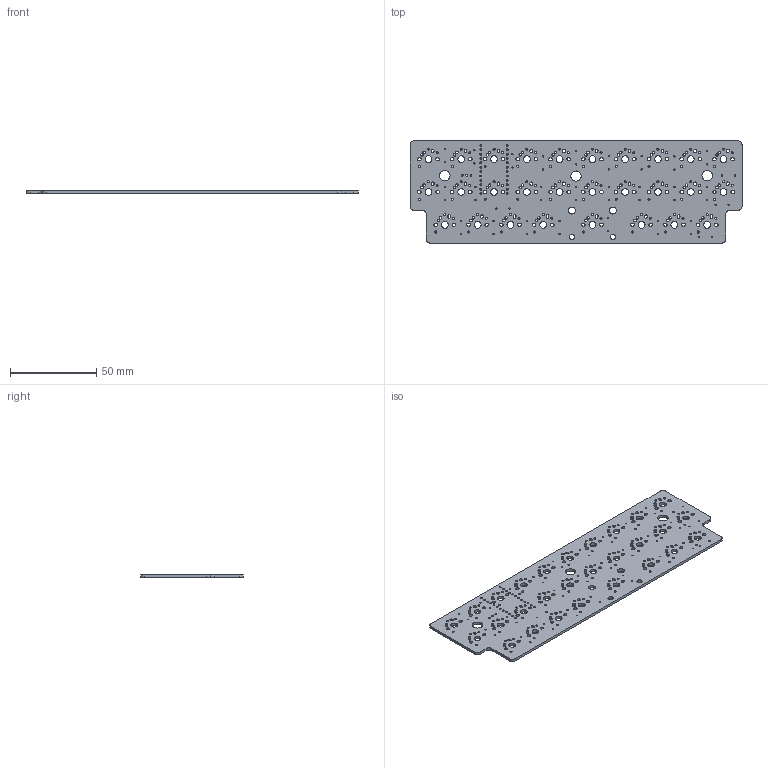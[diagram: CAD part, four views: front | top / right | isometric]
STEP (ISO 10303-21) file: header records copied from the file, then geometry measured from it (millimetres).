
FILE_DESCRIPTION(('KiCad electronic assembly'),'2;1');
FILE_NAME('alpha_pro_micro.step','2021-05-06T19:59:54',('An Author'),( 'A Company'),'Open CASCADE STEP processor 6.9', 'KiCad to STEP converter','Unknown');
FILE_SCHEMA(('AUTOMOTIVE_DESIGN { 1 0 10303 214 1 1 1 1 }'));
Length unit declared in the file: millimetre
Products named in the file (2): Open CASCADE STEP translator 6.9 1; COMPOUND
Assembly tree (1 placements, depth 2):
  Open CASCADE STEP translator 6.9 1
    COMPOUND
Bounding box: 192.88 x 59.53 x 1.6 mm (x, y, z)
Volume: 16252.6 mm3; surface area: 23937.8 mm2
Topology: 1 solids, 1 shells, 556 faces, 1662 edges, 1108 vertices
Faces by surface type: cylinder 546, plane 10
Full cylindrical faces by diameter (mm): 0.762 x56, 1 x3, 1.1 x24, 1.2 x84, 1.47 x56, 3.048 x2, 3.988 x30, 6 x3
Entity records: 42083 total; most frequent: CARTESIAN_POINT 6988, DIRECTION 6858, ORIENTED_EDGE 3324, PCURVE 3324, DEFINITIONAL_REPRESENTATION 3324, LINE 2466, VECTOR 2466, CIRCLE 2184
